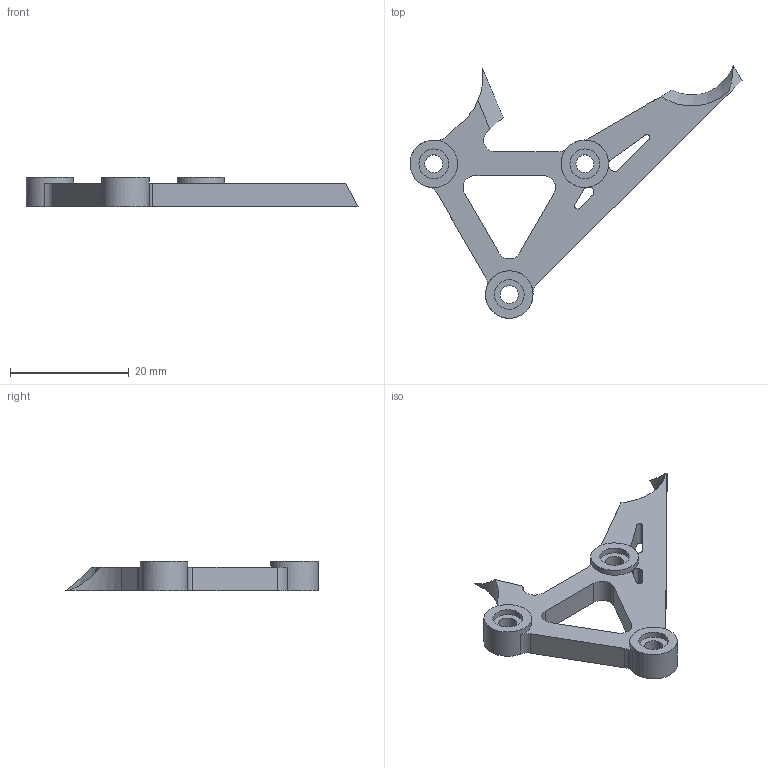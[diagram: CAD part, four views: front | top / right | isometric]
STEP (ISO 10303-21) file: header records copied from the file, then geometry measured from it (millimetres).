
FILE_DESCRIPTION(/* description */ (''),/* implementation_level */ '2;1');
FILE_NAME(/* name */ 'dragon_eye_truss_port_stiffener_v4.step',/* time_stamp */ '2023-01-15T12:00:30-08:00',/* author */ (''),/* organization */ (''),/* preprocessor_version */ 'ST-DEVELOPER v19.2',/* originating_system */ 'Autodesk Translation Framework v11.17.0.187',/* authorisation */ '');
FILE_SCHEMA (('AUTOMOTIVE_DESIGN { 1 0 10303 214 3 1 1 }'));
Length unit declared in the file: millimetre
Products named in the file (1): dragon_eye_truss_port_stiffener
Bounding box: 55.84 x 42.52 x 5 mm (x, y, z)
Volume: 2618.3 mm3; surface area: 2483.7 mm2
Topology: 1 solids, 1 shells, 54 faces, 153 edges, 102 vertices
Faces by surface type: cylinder 28, plane 25, cone 1
Full cylindrical faces by diameter (mm): 3 x3, 5 x3, 8 x3
Entity records: 1850 total; most frequent: DIRECTION 332, CARTESIAN_POINT 312, ORIENTED_EDGE 306, EDGE_CURVE 153, AXIS2_PLACEMENT_3D 125, VERTEX_POINT 102, LINE 82, VECTOR 82
